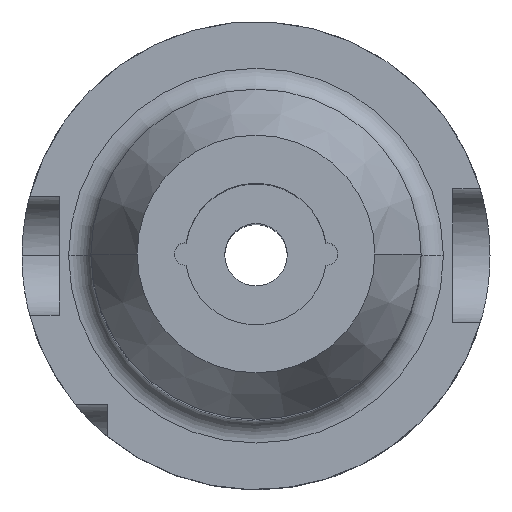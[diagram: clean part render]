
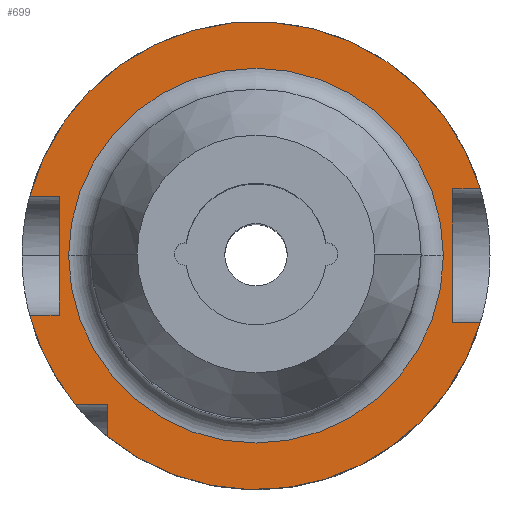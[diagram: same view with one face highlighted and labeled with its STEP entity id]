
A CAD part, top view. The second image highlights one B-rep face of the part: STEP entity #699.
In plain terms, the highlighted planar face has unit normal (0, 0, 1).
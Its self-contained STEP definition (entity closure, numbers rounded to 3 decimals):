
#17 = VERTEX_POINT ( 'NONE', #3645 ) ;
#164 = DIRECTION ( 'NONE',  ( -1., 0., 0. ) ) ;
#242 = EDGE_CURVE ( 'NONE', #2570, #2128, #2206, .T. ) ;
#265 = VERTEX_POINT ( 'NONE', #2583 ) ;
#269 = EDGE_CURVE ( 'NONE', #1489, #2570, #1362, .T. ) ;
#281 = AXIS2_PLACEMENT_3D ( 'NONE', #3136, #744, #164 ) ;
#297 = DIRECTION ( 'NONE',  ( 1., 0., 0. ) ) ;
#298 = ORIENTED_EDGE ( 'NONE', *, *, #2728, .F. ) ;
#335 = CARTESIAN_POINT ( 'NONE',  ( 26.5, 9., 26. ) ) ;
#357 = DIRECTION ( 'NONE',  ( 0., 0., -1. ) ) ;
#377 = AXIS2_PLACEMENT_3D ( 'NONE', #3581, #2100, #297 ) ;
#407 = LINE ( 'NONE', #739, #2666 ) ;
#415 = ORIENTED_EDGE ( 'NONE', *, *, #1363, .T. ) ;
#435 = VECTOR ( 'NONE', #1586, 1000. ) ;
#547 = CIRCLE ( 'NONE', #1344, 25.225 ) ;
#557 = ORIENTED_EDGE ( 'NONE', *, *, #269, .F. ) ;
#580 = CIRCLE ( 'NONE', #3108, 25.225 ) ;
#583 = CARTESIAN_POINT ( 'NONE',  ( 26.5, -9., 26. ) ) ;
#622 = VERTEX_POINT ( 'NONE', #3558 ) ;
#625 = CIRCLE ( 'NONE', #2508, 31.5 ) ;
#693 = EDGE_CURVE ( 'NONE', #3420, #622, #2859, .T. ) ;
#699 = ADVANCED_FACE ( 'NONE', ( #2959, #2160 ), #2068, .T. ) ;
#739 = CARTESIAN_POINT ( 'NONE',  ( 26.5, 22.225, 26. ) ) ;
#744 = DIRECTION ( 'NONE',  ( 0., 0., -1. ) ) ;
#751 = CARTESIAN_POINT ( 'NONE',  ( -25.225, 0., 26. ) ) ;
#759 = EDGE_CURVE ( 'NONE', #2961, #17, #547, .T. ) ;
#792 = DIRECTION ( 'NONE',  ( 0., 0., -1. ) ) ;
#886 = EDGE_CURVE ( 'NONE', #2128, #622, #1313, .T. ) ;
#938 = ORIENTED_EDGE ( 'NONE', *, *, #3365, .F. ) ;
#939 = DIRECTION ( 'NONE',  ( 1., 0., 0. ) ) ;
#1074 = VERTEX_POINT ( 'NONE', #2374 ) ;
#1097 = VECTOR ( 'NONE', #2705, 1000. ) ;
#1104 = DIRECTION ( 'NONE',  ( -1., 0., 0. ) ) ;
#1126 = LINE ( 'NONE', #3291, #3355 ) ;
#1282 = DIRECTION ( 'NONE',  ( 1., 0., 0. ) ) ;
#1313 = CIRCLE ( 'NONE', #2849, 31.5 ) ;
#1319 = ORIENTED_EDGE ( 'NONE', *, *, #693, .T. ) ;
#1344 = AXIS2_PLACEMENT_3D ( 'NONE', #1674, #1352, #1692 ) ;
#1352 = DIRECTION ( 'NONE',  ( 0., 0., -1. ) ) ;
#1362 = LINE ( 'NONE', #2303, #1835 ) ;
#1363 = EDGE_CURVE ( 'NONE', #2033, #3420, #407, .T. ) ;
#1409 = VECTOR ( 'NONE', #1104, 1000. ) ;
#1434 = DIRECTION ( 'NONE',  ( -1., 0., 0. ) ) ;
#1489 = VERTEX_POINT ( 'NONE', #2034 ) ;
#1524 = CARTESIAN_POINT ( 'NONE',  ( -26.5, 8., 26. ) ) ;
#1586 = DIRECTION ( 'NONE',  ( 0., 1., 0. ) ) ;
#1607 = DIRECTION ( 'NONE',  ( 0., 1., 0. ) ) ;
#1609 = CARTESIAN_POINT ( 'NONE',  ( -20., -20., 26. ) ) ;
#1632 = ORIENTED_EDGE ( 'NONE', *, *, #2115, .T. ) ;
#1641 = CARTESIAN_POINT ( 'NONE',  ( -30.467, -8., 26. ) ) ;
#1674 = CARTESIAN_POINT ( 'NONE',  ( 0., 0., 26. ) ) ;
#1692 = DIRECTION ( 'NONE',  ( 1., 0., 0. ) ) ;
#1762 = ORIENTED_EDGE ( 'NONE', *, *, #1898, .F. ) ;
#1789 = EDGE_CURVE ( 'NONE', #2810, #265, #2238, .T. ) ;
#1814 = CARTESIAN_POINT ( 'NONE',  ( 0., 9., 26. ) ) ;
#1835 = VECTOR ( 'NONE', #3253, 1000. ) ;
#1863 = VERTEX_POINT ( 'NONE', #1641 ) ;
#1898 = EDGE_CURVE ( 'NONE', #265, #1863, #625, .T. ) ;
#1911 = EDGE_CURVE ( 'NONE', #1074, #2033, #2949, .T. ) ;
#1964 = ORIENTED_EDGE ( 'NONE', *, *, #1789, .F. ) ;
#2033 = VERTEX_POINT ( 'NONE', #583 ) ;
#2034 = CARTESIAN_POINT ( 'NONE',  ( -26.5, -8., 26. ) ) ;
#2040 = DIRECTION ( 'NONE',  ( 0., 0., -1. ) ) ;
#2068 = PLANE ( 'NONE',  #377 ) ;
#2079 = CARTESIAN_POINT ( 'NONE',  ( -30.467, 8., 26. ) ) ;
#2100 = DIRECTION ( 'NONE',  ( 0., 0., 1. ) ) ;
#2107 = ORIENTED_EDGE ( 'NONE', *, *, #2839, .F. ) ;
#2111 = ORIENTED_EDGE ( 'NONE', *, *, #242, .F. ) ;
#2115 = EDGE_CURVE ( 'NONE', #17, #2961, #580, .T. ) ;
#2128 = VERTEX_POINT ( 'NONE', #2079 ) ;
#2160 = FACE_OUTER_BOUND ( 'NONE', #3503, .T. ) ;
#2206 = LINE ( 'NONE', #2877, #1409 ) ;
#2238 = LINE ( 'NONE', #2848, #2282 ) ;
#2242 = ORIENTED_EDGE ( 'NONE', *, *, #886, .F. ) ;
#2257 = CARTESIAN_POINT ( 'NONE',  ( 0., 0., 26. ) ) ;
#2282 = VECTOR ( 'NONE', #2874, 1000. ) ;
#2303 = CARTESIAN_POINT ( 'NONE',  ( -26.5, 22.225, 26. ) ) ;
#2374 = CARTESIAN_POINT ( 'NONE',  ( 30.187, -9., 26. ) ) ;
#2508 = AXIS2_PLACEMENT_3D ( 'NONE', #3511, #2040, #3237 ) ;
#2570 = VERTEX_POINT ( 'NONE', #1524 ) ;
#2583 = CARTESIAN_POINT ( 'NONE',  ( -24.336, -20., 26. ) ) ;
#2666 = VECTOR ( 'NONE', #1607, 1000. ) ;
#2705 = DIRECTION ( 'NONE',  ( 1., 0., 0. ) ) ;
#2728 = EDGE_CURVE ( 'NONE', #1074, #3740, #3405, .T. ) ;
#2810 = VERTEX_POINT ( 'NONE', #1609 ) ;
#2839 = EDGE_CURVE ( 'NONE', #3740, #2810, #2943, .T. ) ;
#2848 = CARTESIAN_POINT ( 'NONE',  ( 0., -20., 26. ) ) ;
#2849 = AXIS2_PLACEMENT_3D ( 'NONE', #2257, #792, #3164 ) ;
#2859 = LINE ( 'NONE', #1814, #1097 ) ;
#2874 = DIRECTION ( 'NONE',  ( -1., 0., 0. ) ) ;
#2877 = CARTESIAN_POINT ( 'NONE',  ( 0., 8., 26. ) ) ;
#2943 = LINE ( 'NONE', #3123, #435 ) ;
#2949 = LINE ( 'NONE', #3495, #3361 ) ;
#2959 = FACE_BOUND ( 'NONE', #3093, .T. ) ;
#2961 = VERTEX_POINT ( 'NONE', #751 ) ;
#3093 = EDGE_LOOP ( 'NONE', ( #1632, #3152 ) ) ;
#3108 = AXIS2_PLACEMENT_3D ( 'NONE', #3310, #357, #1282 ) ;
#3123 = CARTESIAN_POINT ( 'NONE',  ( -20., 22.225, 26. ) ) ;
#3136 = CARTESIAN_POINT ( 'NONE',  ( 0., 0., 26. ) ) ;
#3152 = ORIENTED_EDGE ( 'NONE', *, *, #759, .T. ) ;
#3164 = DIRECTION ( 'NONE',  ( -1., 0., 0. ) ) ;
#3237 = DIRECTION ( 'NONE',  ( -1., 0., 0. ) ) ;
#3253 = DIRECTION ( 'NONE',  ( 0., 1., 0. ) ) ;
#3291 = CARTESIAN_POINT ( 'NONE',  ( 0., -8., 26. ) ) ;
#3310 = CARTESIAN_POINT ( 'NONE',  ( 0., 0., 26. ) ) ;
#3355 = VECTOR ( 'NONE', #939, 1000. ) ;
#3361 = VECTOR ( 'NONE', #1434, 1000. ) ;
#3365 = EDGE_CURVE ( 'NONE', #1863, #1489, #1126, .T. ) ;
#3405 = CIRCLE ( 'NONE', #281, 31.5 ) ;
#3420 = VERTEX_POINT ( 'NONE', #335 ) ;
#3495 = CARTESIAN_POINT ( 'NONE',  ( 0., -9., 26. ) ) ;
#3496 = CARTESIAN_POINT ( 'NONE',  ( -20., -24.336, 26. ) ) ;
#3503 = EDGE_LOOP ( 'NONE', ( #1964, #2107, #298, #3652, #415, #1319, #2242, #2111, #557, #938, #1762 ) ) ;
#3511 = CARTESIAN_POINT ( 'NONE',  ( 0., 0., 26. ) ) ;
#3558 = CARTESIAN_POINT ( 'NONE',  ( 30.187, 9., 26. ) ) ;
#3581 = CARTESIAN_POINT ( 'NONE',  ( 0., 22.225, 26. ) ) ;
#3645 = CARTESIAN_POINT ( 'NONE',  ( 25.225, 0., 26. ) ) ;
#3652 = ORIENTED_EDGE ( 'NONE', *, *, #1911, .T. ) ;
#3740 = VERTEX_POINT ( 'NONE', #3496 ) ;
